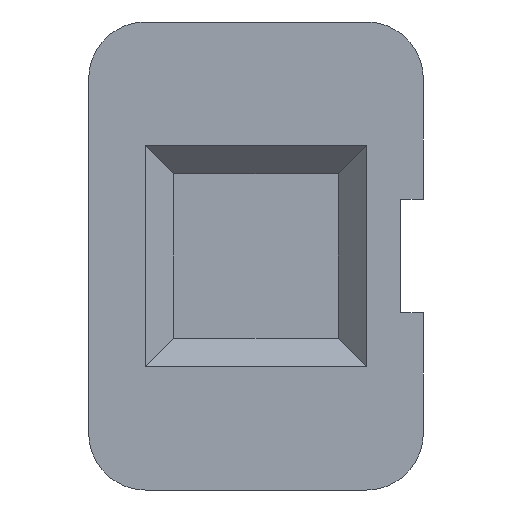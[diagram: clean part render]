
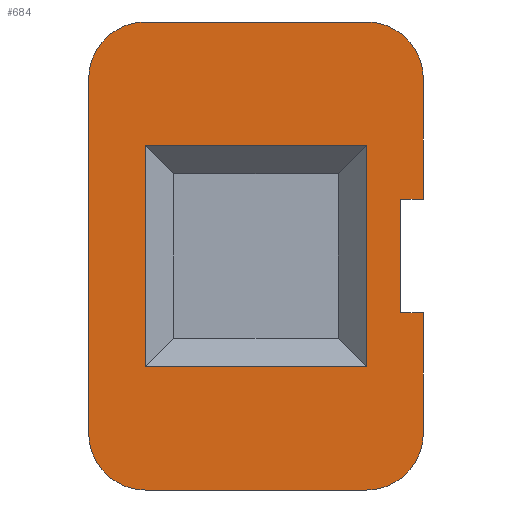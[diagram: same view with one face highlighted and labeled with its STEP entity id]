
A CAD part, front view. The second image highlights one B-rep face of the part: STEP entity #684.
In plain terms, the highlighted planar face has unit normal (0, -1, 0).
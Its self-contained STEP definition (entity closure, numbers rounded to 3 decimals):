
#54=FACE_BOUND('',#135,.T.);
#57=CIRCLE('',#748,2.);
#58=CIRCLE('',#750,2.);
#59=CIRCLE('',#751,2.);
#60=CIRCLE('',#752,2.);
#94=FACE_OUTER_BOUND('',#134,.T.);
#134=EDGE_LOOP('',(#498,#499,#500,#501,#502,#503,#504,#505,#506,#507,#508,
#509));
#135=EDGE_LOOP('',(#510,#511,#512,#513));
#179=LINE('',#1028,#247);
#182=LINE('',#1033,#250);
#183=LINE('',#1037,#251);
#185=LINE('',#1040,#253);
#188=LINE('',#1052,#256);
#189=LINE('',#1056,#257);
#190=LINE('',#1058,#258);
#191=LINE('',#1060,#259);
#192=LINE('',#1062,#260);
#193=LINE('',#1064,#261);
#194=LINE('',#1068,#262);
#195=LINE('',#1071,#263);
#247=VECTOR('',#826,10.);
#250=VECTOR('',#831,10.);
#251=VECTOR('',#836,10.);
#253=VECTOR('',#840,10.);
#256=VECTOR('',#851,10.);
#257=VECTOR('',#854,10.);
#258=VECTOR('',#855,10.);
#259=VECTOR('',#856,10.);
#260=VECTOR('',#857,10.);
#261=VECTOR('',#858,10.);
#262=VECTOR('',#861,10.);
#263=VECTOR('',#864,10.);
#310=VERTEX_POINT('',#1025);
#311=VERTEX_POINT('',#1027);
#312=VERTEX_POINT('',#1031);
#313=VERTEX_POINT('',#1036);
#316=VERTEX_POINT('',#1045);
#317=VERTEX_POINT('',#1047);
#318=VERTEX_POINT('',#1051);
#319=VERTEX_POINT('',#1053);
#320=VERTEX_POINT('',#1055);
#321=VERTEX_POINT('',#1057);
#322=VERTEX_POINT('',#1059);
#323=VERTEX_POINT('',#1061);
#324=VERTEX_POINT('',#1063);
#325=VERTEX_POINT('',#1065);
#326=VERTEX_POINT('',#1067);
#327=VERTEX_POINT('',#1069);
#375=EDGE_CURVE('',#311,#310,#179,.T.);
#378=EDGE_CURVE('',#310,#312,#182,.T.);
#379=EDGE_CURVE('',#313,#311,#183,.T.);
#381=EDGE_CURVE('',#312,#313,#185,.T.);
#384=EDGE_CURVE('',#316,#317,#57,.T.);
#386=EDGE_CURVE('',#318,#316,#188,.T.);
#387=EDGE_CURVE('',#319,#318,#58,.T.);
#388=EDGE_CURVE('',#320,#319,#189,.T.);
#389=EDGE_CURVE('',#321,#320,#190,.T.);
#390=EDGE_CURVE('',#322,#321,#191,.T.);
#391=EDGE_CURVE('',#323,#322,#192,.T.);
#392=EDGE_CURVE('',#324,#323,#193,.T.);
#393=EDGE_CURVE('',#325,#324,#59,.T.);
#394=EDGE_CURVE('',#326,#325,#194,.T.);
#395=EDGE_CURVE('',#327,#326,#60,.T.);
#396=EDGE_CURVE('',#317,#327,#195,.T.);
#498=ORIENTED_EDGE('',*,*,#384,.F.);
#499=ORIENTED_EDGE('',*,*,#386,.F.);
#500=ORIENTED_EDGE('',*,*,#387,.F.);
#501=ORIENTED_EDGE('',*,*,#388,.F.);
#502=ORIENTED_EDGE('',*,*,#389,.F.);
#503=ORIENTED_EDGE('',*,*,#390,.F.);
#504=ORIENTED_EDGE('',*,*,#391,.F.);
#505=ORIENTED_EDGE('',*,*,#392,.F.);
#506=ORIENTED_EDGE('',*,*,#393,.F.);
#507=ORIENTED_EDGE('',*,*,#394,.F.);
#508=ORIENTED_EDGE('',*,*,#395,.F.);
#509=ORIENTED_EDGE('',*,*,#396,.F.);
#510=ORIENTED_EDGE('',*,*,#378,.T.);
#511=ORIENTED_EDGE('',*,*,#381,.T.);
#512=ORIENTED_EDGE('',*,*,#379,.T.);
#513=ORIENTED_EDGE('',*,*,#375,.T.);
#659=PLANE('',#749);
#684=ADVANCED_FACE('',(#94,#54),#659,.F.);
#748=AXIS2_PLACEMENT_3D('',#1048,#846,#847);
#749=AXIS2_PLACEMENT_3D('',#1050,#849,#850);
#750=AXIS2_PLACEMENT_3D('',#1054,#852,#853);
#751=AXIS2_PLACEMENT_3D('',#1066,#859,#860);
#752=AXIS2_PLACEMENT_3D('',#1070,#862,#863);
#826=DIRECTION('',(0.,0.,1.));
#831=DIRECTION('',(1.,0.,0.));
#836=DIRECTION('',(-1.,0.,0.));
#840=DIRECTION('',(0.,0.,-1.));
#846=DIRECTION('center_axis',(0.,1.,0.));
#847=DIRECTION('ref_axis',(-0.707,0.,-0.707));
#849=DIRECTION('center_axis',(0.,1.,0.));
#850=DIRECTION('ref_axis',(0.,0.,1.));
#851=DIRECTION('',(-1.,0.,0.));
#852=DIRECTION('center_axis',(0.,1.,0.));
#853=DIRECTION('ref_axis',(0.707,0.,-0.707));
#854=DIRECTION('',(0.,0.,-1.));
#855=DIRECTION('',(1.,0.,0.));
#856=DIRECTION('',(0.,0.,-1.));
#857=DIRECTION('',(-1.,0.,0.));
#858=DIRECTION('',(0.,0.,-1.));
#859=DIRECTION('center_axis',(0.,1.,0.));
#860=DIRECTION('ref_axis',(0.707,0.,0.707));
#861=DIRECTION('',(1.,0.,0.));
#862=DIRECTION('center_axis',(0.,1.,0.));
#863=DIRECTION('ref_axis',(-0.707,0.,0.707));
#864=DIRECTION('',(0.,0.,1.));
#1025=CARTESIAN_POINT('',(-3.9,0.,3.9));
#1027=CARTESIAN_POINT('',(-3.9,0.,-3.9));
#1028=CARTESIAN_POINT('',(-3.9,0.,-1.95));
#1031=CARTESIAN_POINT('',(3.9,0.,3.9));
#1033=CARTESIAN_POINT('',(-1.95,0.,3.9));
#1036=CARTESIAN_POINT('',(3.9,0.,-3.9));
#1037=CARTESIAN_POINT('',(1.95,0.,-3.9));
#1040=CARTESIAN_POINT('',(3.9,0.,1.95));
#1045=CARTESIAN_POINT('',(-3.9,0.,-8.25));
#1047=CARTESIAN_POINT('',(-5.9,0.,-6.25));
#1048=CARTESIAN_POINT('Origin',(-3.9,0.,-6.25));
#1050=CARTESIAN_POINT('Origin',(0.,0.,0.));
#1051=CARTESIAN_POINT('',(3.9,0.,-8.25));
#1052=CARTESIAN_POINT('',(5.9,0.,-8.25));
#1053=CARTESIAN_POINT('',(5.9,0.,-6.25));
#1054=CARTESIAN_POINT('Origin',(3.9,0.,-6.25));
#1055=CARTESIAN_POINT('',(5.9,0.,-2.));
#1056=CARTESIAN_POINT('',(5.9,0.,8.25));
#1057=CARTESIAN_POINT('',(5.1,0.,-2.));
#1058=CARTESIAN_POINT('',(5.1,0.,-2.));
#1059=CARTESIAN_POINT('',(5.1,0.,2.));
#1060=CARTESIAN_POINT('',(5.1,0.,7.45));
#1061=CARTESIAN_POINT('',(5.9,0.,2.));
#1062=CARTESIAN_POINT('',(5.9,0.,2.));
#1063=CARTESIAN_POINT('',(5.9,0.,6.25));
#1064=CARTESIAN_POINT('',(5.9,0.,8.25));
#1065=CARTESIAN_POINT('',(3.9,0.,8.25));
#1066=CARTESIAN_POINT('Origin',(3.9,0.,6.25));
#1067=CARTESIAN_POINT('',(-3.9,0.,8.25));
#1068=CARTESIAN_POINT('',(-5.9,0.,8.25));
#1069=CARTESIAN_POINT('',(-5.9,0.,6.25));
#1070=CARTESIAN_POINT('Origin',(-3.9,0.,6.25));
#1071=CARTESIAN_POINT('',(-5.9,0.,-8.25));
